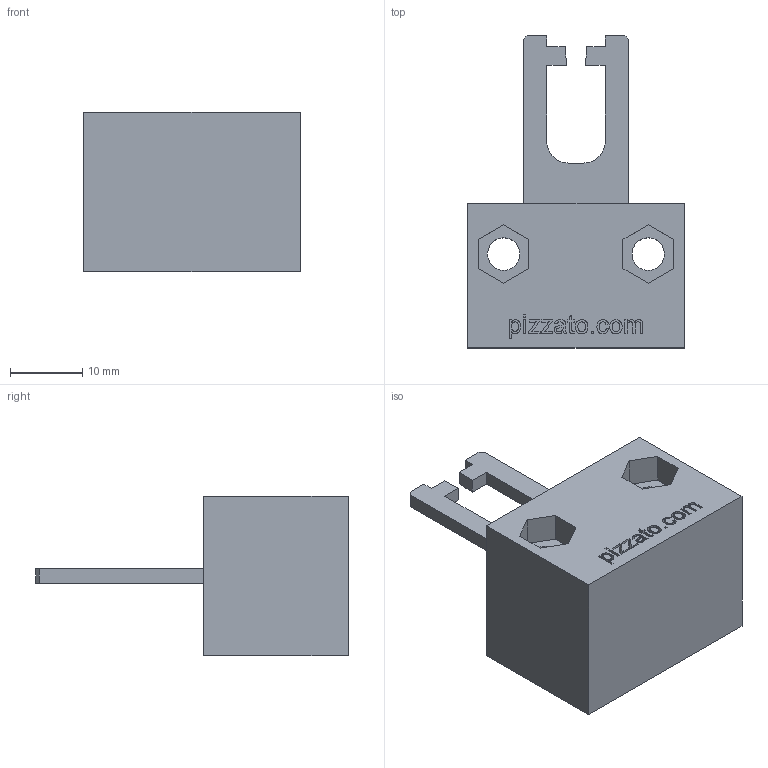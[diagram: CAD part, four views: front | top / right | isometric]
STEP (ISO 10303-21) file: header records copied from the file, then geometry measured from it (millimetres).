
FILE_DESCRIPTION(/* description */ ('F3DTM0008305'),/* implementation_level */ '2;1');
FILE_NAME(/* name */ 'CMICH0000003.stp',/* time_stamp */ '2018-11-07T10:51:32+01:00',/* author */ ('fzagni'),/* organization */ (''),/* preprocessor_version */ 'ST-DEVELOPER v16.1',/* originating_system */ 'Autodesk Inventor 2016',/* authorisation */ '');
FILE_SCHEMA (('AUTOMOTIVE_DESIGN { 1 0 10303 214 3 1 1 }'));
Length unit declared in the file: millimetre
Products named in the file (3): F3DTM0008305; F3DTM0008304; 20.058.00
Assembly tree (2 placements, depth 2):
  20.058.00
    F3DTM0008305
    F3DTM0008304
Bounding box: 30 x 43.2 x 22 mm (x, y, z)
Volume: 12437.5 mm3; surface area: 5183.7 mm2
Topology: 2 solids, 2 shells, 211 faces, 563 edges, 376 vertices
Faces by surface type: plane 138, bspline 69, cylinder 4
Full cylindrical faces by diameter (mm): 4.5 x2
Entity records: 9903 total; most frequent: CARTESIAN_POINT 5042, ORIENTED_EDGE 1118, DIRECTION 723, EDGE_CURVE 559, LINE 413, VECTOR 413, VERTEX_POINT 374, EDGE_LOOP 237
